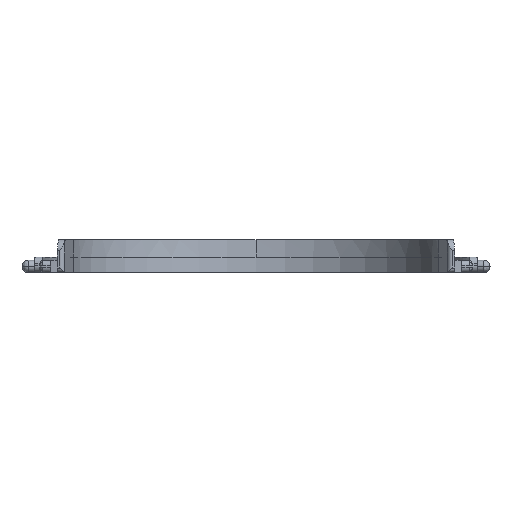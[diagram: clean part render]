
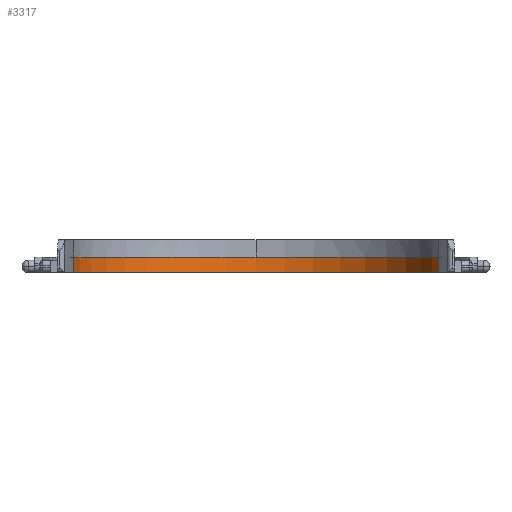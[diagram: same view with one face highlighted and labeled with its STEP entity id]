
A CAD part, front view. The second image highlights one B-rep face of the part: STEP entity #3317.
In plain terms, the highlighted cylindrical face has radius 84.5 mm (diameter 169 mm), a partial arc.
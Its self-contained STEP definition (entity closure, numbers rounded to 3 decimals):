
#3246=CARTESIAN_POINT('Vertex',(-83.46,26.619,22.666)) ;
#3250=CARTESIAN_POINT('Control Point',(-83.46,26.619,29.666)) ;
#3251=CARTESIAN_POINT('Control Point',(-83.46,26.619,28.266)) ;
#3252=CARTESIAN_POINT('Control Point',(-83.46,26.619,26.866)) ;
#3253=CARTESIAN_POINT('Control Point',(-83.46,26.619,25.466)) ;
#3254=CARTESIAN_POINT('Control Point',(-83.46,26.619,24.066)) ;
#3255=CARTESIAN_POINT('Control Point',(-83.46,26.619,22.666)) ;
#3256=CARTESIAN_POINT('Vertex',(-83.46,26.619,29.666)) ;
#3271=CARTESIAN_POINT('Axis2P3D Location',(0.,13.4,26.166)) ;
#3276=CARTESIAN_POINT('Axis2P3D Location',(0.,13.4,22.666)) ;
#3280=CARTESIAN_POINT('Vertex',(83.46,26.619,22.666)) ;
#3282=CARTESIAN_POINT('Vertex',(0.,97.9,22.666)) ;
#3285=CARTESIAN_POINT('Line Origine',(83.46,26.619,26.166)) ;
#3289=CARTESIAN_POINT('Vertex',(83.46,26.619,29.666)) ;
#3292=CARTESIAN_POINT('Axis2P3D Location',(0.,13.4,29.666)) ;
#3296=CARTESIAN_POINT('Vertex',(0.,97.9,29.666)) ;
#3299=CARTESIAN_POINT('Axis2P3D Location',(0.,13.4,29.666)) ;
#3304=CARTESIAN_POINT('Axis2P3D Location',(0.,13.4,22.666)) ;
#3272=DIRECTION('Axis2P3D Direction',(0.,0.,1.)) ;
#3273=DIRECTION('Axis2P3D XDirection',(1.,0.,0.)) ;
#3277=DIRECTION('Axis2P3D Direction',(0.,0.,1.)) ;
#3286=DIRECTION('Vector Direction',(0.,0.,1.)) ;
#3293=DIRECTION('Axis2P3D Direction',(0.,0.,1.)) ;
#3300=DIRECTION('Axis2P3D Direction',(0.,0.,1.)) ;
#3305=DIRECTION('Axis2P3D Direction',(0.,0.,1.)) ;
#3274=AXIS2_PLACEMENT_3D('Cylinder Axis2P3D',#3271,#3272,#3273) ;
#3278=AXIS2_PLACEMENT_3D('Circle Axis2P3D',#3276,#3277,$) ;
#3294=AXIS2_PLACEMENT_3D('Circle Axis2P3D',#3292,#3293,$) ;
#3301=AXIS2_PLACEMENT_3D('Circle Axis2P3D',#3299,#3300,$) ;
#3306=AXIS2_PLACEMENT_3D('Circle Axis2P3D',#3304,#3305,$) ;
#3310=ORIENTED_EDGE('',*,*,#3284,.F.) ;
#3311=ORIENTED_EDGE('',*,*,#3291,.T.) ;
#3312=ORIENTED_EDGE('',*,*,#3298,.F.) ;
#3313=ORIENTED_EDGE('',*,*,#3303,.T.) ;
#3314=ORIENTED_EDGE('',*,*,#3258,.F.) ;
#3315=ORIENTED_EDGE('',*,*,#3308,.T.) ;
#3287=VECTOR('Line Direction',#3286,1.) ;
#3317=ADVANCED_FACE('PartBody',(#3316),#3275,.F.) ;
#3249=B_SPLINE_CURVE_WITH_KNOTS('',5,(#3250,#3251,#3252,#3253,#3254,#3255),.UNSPECIFIED.,.F.,.U.,(6,6),(0.,7.),.UNSPECIFIED.) ;
#3279=CIRCLE('generated circle',#3278,84.5) ;
#3295=CIRCLE('generated circle',#3294,84.5) ;
#3302=CIRCLE('generated circle',#3301,84.5) ;
#3307=CIRCLE('generated circle',#3306,84.5) ;
#3275=CYLINDRICAL_SURFACE('generated cylinder',#3274,84.5) ;
#3258=EDGE_CURVE('',#3247,#3257,#3249,.F.) ;
#3284=EDGE_CURVE('',#3281,#3283,#3279,.T.) ;
#3291=EDGE_CURVE('',#3281,#3290,#3288,.T.) ;
#3298=EDGE_CURVE('',#3297,#3290,#3295,.F.) ;
#3303=EDGE_CURVE('',#3297,#3257,#3302,.T.) ;
#3308=EDGE_CURVE('',#3247,#3283,#3307,.F.) ;
#3309=EDGE_LOOP('',(#3310,#3311,#3312,#3313,#3314,#3315)) ;
#3316=FACE_OUTER_BOUND('',#3309,.T.) ;
#3288=LINE('Line',#3285,#3287) ;
#3247=VERTEX_POINT('',#3246) ;
#3257=VERTEX_POINT('',#3256) ;
#3281=VERTEX_POINT('',#3280) ;
#3283=VERTEX_POINT('',#3282) ;
#3290=VERTEX_POINT('',#3289) ;
#3297=VERTEX_POINT('',#3296) ;
